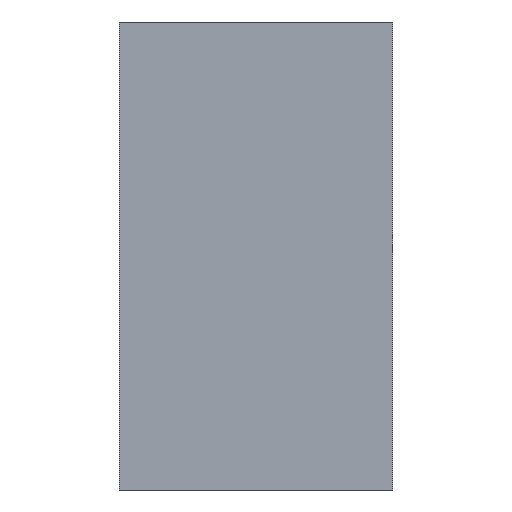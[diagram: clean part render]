
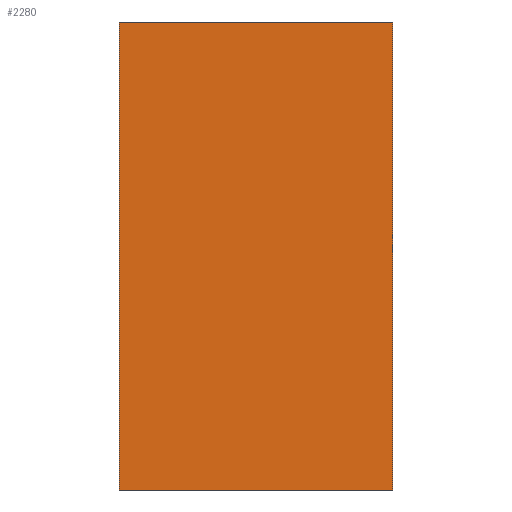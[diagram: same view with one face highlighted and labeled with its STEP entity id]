
A CAD part, front view. The second image highlights one B-rep face of the part: STEP entity #2280.
In plain terms, the highlighted planar face has unit normal (0, -1, 0).
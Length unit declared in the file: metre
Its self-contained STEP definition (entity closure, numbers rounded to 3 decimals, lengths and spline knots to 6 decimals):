
#636=ORIENTED_EDGE('',*,*,#951,.F.);
#637=ORIENTED_EDGE('',*,*,#954,.T.);
#638=ORIENTED_EDGE('',*,*,#957,.T.);
#639=ORIENTED_EDGE('',*,*,#960,.F.);
#951=EDGE_CURVE('',#1158,#1160,#1433,.T.);
#954=EDGE_CURVE('',#1158,#1162,#1436,.T.);
#957=EDGE_CURVE('',#1162,#1164,#1439,.T.);
#960=EDGE_CURVE('',#1160,#1164,#1442,.T.);
#1158=VERTEX_POINT('',#3785);
#1160=VERTEX_POINT('',#3788);
#1162=VERTEX_POINT('',#3794);
#1164=VERTEX_POINT('',#3800);
#1433=LINE('',#3787,#1719);
#1436=LINE('',#3793,#1722);
#1439=LINE('',#3799,#1725);
#1442=LINE('',#3805,#1728);
#1719=VECTOR('',#3114,1.);
#1722=VECTOR('',#3119,1.);
#1725=VECTOR('',#3124,1.);
#1728=VECTOR('',#3129,1.);
#1878=EDGE_LOOP('',(#636,#637,#638,#639));
#2016=FACE_BOUND('',#1878,.T.);
#2144=PLANE('',#2603);
#2280=ADVANCED_FACE('',(#2016),#2144,.T.);
#2603=AXIS2_PLACEMENT_3D('',#3807,#3131,#3132);
#3114=DIRECTION('',(0.,0.,-1.));
#3119=DIRECTION('',(-1.,0.,0.));
#3124=DIRECTION('',(0.,0.,-1.));
#3129=DIRECTION('',(-1.,0.,0.));
#3131=DIRECTION('',(0.,-1.,0.));
#3132=DIRECTION('',(1.,0.,0.));
#3785=CARTESIAN_POINT('',(0.033,-0.0028,0.0565));
#3787=CARTESIAN_POINT('',(0.033,-0.0028,0.));
#3788=CARTESIAN_POINT('',(0.033,-0.0028,-0.0565));
#3793=CARTESIAN_POINT('',(0.,-0.0028,0.0565));
#3794=CARTESIAN_POINT('',(-0.033,-0.0028,0.0565));
#3799=CARTESIAN_POINT('',(-0.033,-0.0028,0.));
#3800=CARTESIAN_POINT('',(-0.033,-0.0028,-0.0565));
#3805=CARTESIAN_POINT('',(0.,-0.0028,-0.0565));
#3807=CARTESIAN_POINT('',(0.,-0.0028,0.));
